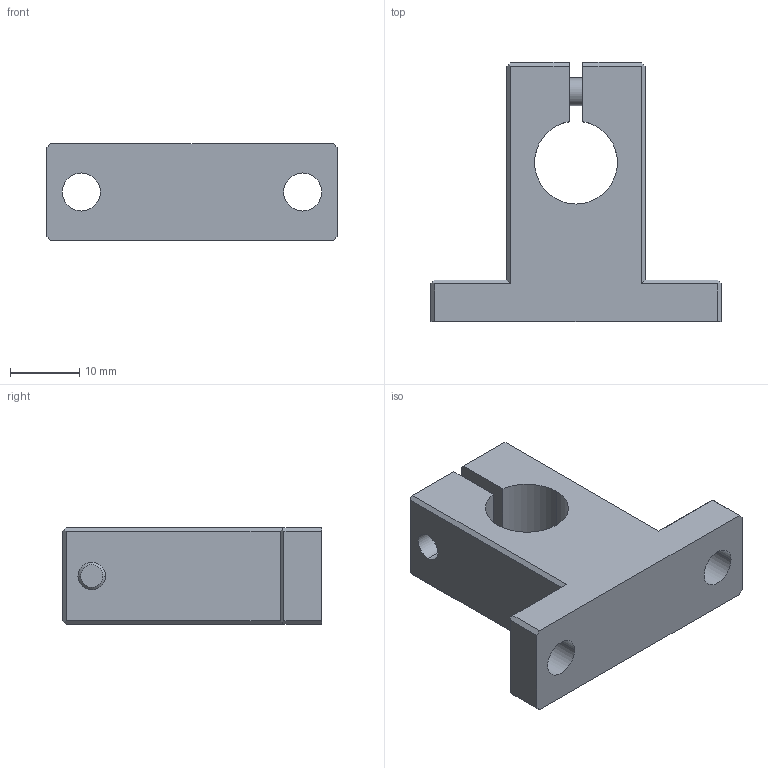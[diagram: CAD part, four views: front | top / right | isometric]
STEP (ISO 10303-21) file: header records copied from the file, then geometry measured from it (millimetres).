
FILE_DESCRIPTION(('STEP AP214'),'1');
FILE_NAME('support_sh12.stp','2017-11-05T13:55:27',('TraceParts'),('TraceParts S.A.'),'Spatial InterOp 3D',' ',' ');
FILE_SCHEMA(('automotive_design'));
Length unit declared in the file: millimetre
Products named in the file (1): support_sh12
Bounding box: 42 x 37.5 x 14 mm (x, y, z)
Volume: 10154.4 mm3; surface area: 4550.3 mm2
Topology: 1 solids, 1 shells, 59 faces, 160 edges, 106 vertices
Faces by surface type: plane 42, cylinder 13, torus 2, cone 2
Entity records: 2356 total; most frequent: CARTESIAN_POINT 326, ORIENTED_EDGE 320, DIRECTION 318, EDGE_CURVE 160, LINE 122, VECTOR 122, VERTEX_POINT 106, AXIS2_PLACEMENT_3D 98
